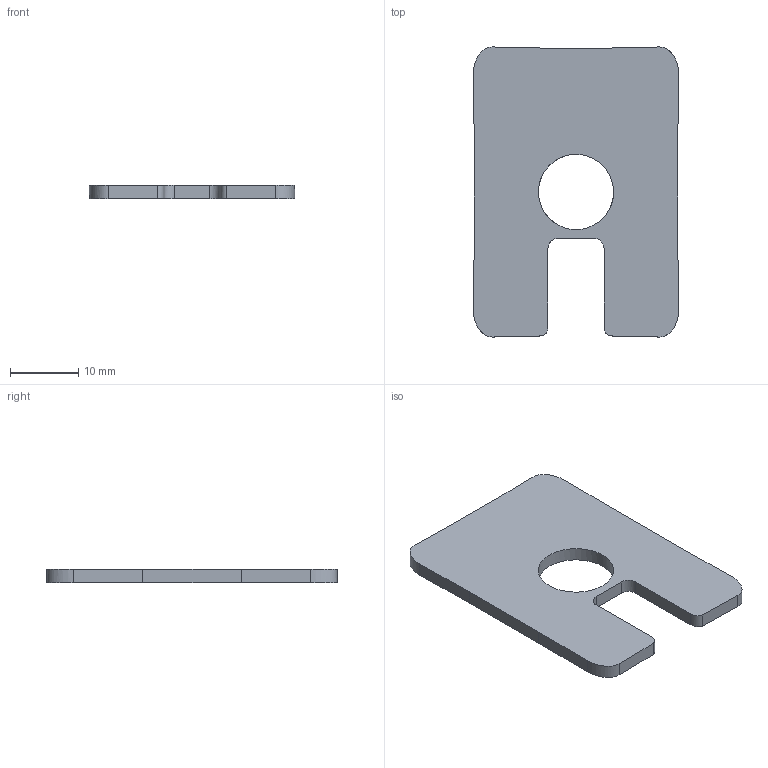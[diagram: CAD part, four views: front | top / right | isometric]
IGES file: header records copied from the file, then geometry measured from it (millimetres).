
Global section: file name: SV1661V-A; native system: Autodesk Inventor 2015; preprocessor: unknown; author: Feuerhake; date: 20151130.122254; units: millimetre
Bounding box: 30 x 42.43 x 2 mm (x, y, z)
Volume: 2081 mm3; surface area: 2481.7 mm2
Topology: 1 solids, 1 shells, 25 faces, 69 edges, 46 vertices
Faces by surface type: bspline 25
